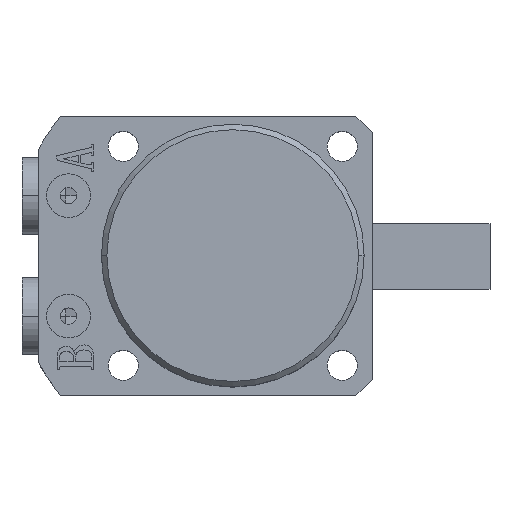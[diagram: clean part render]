
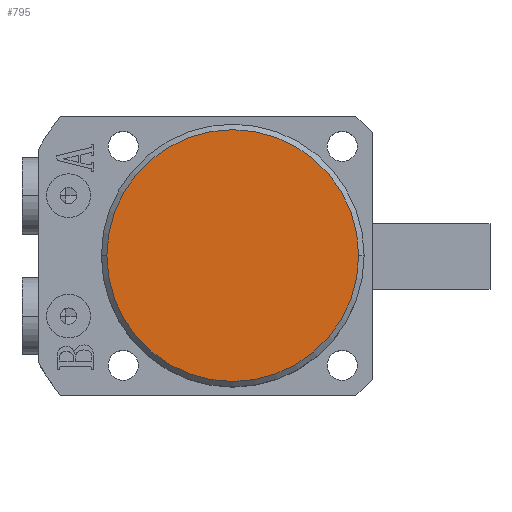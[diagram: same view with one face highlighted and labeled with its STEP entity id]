
A CAD part, top view. The second image highlights one B-rep face of the part: STEP entity #795.
In plain terms, the highlighted planar face has unit normal (0, 0, 1).
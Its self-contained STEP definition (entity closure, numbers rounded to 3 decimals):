
#795 = ADVANCED_FACE ( 'NONE', ( #8136 ), #4152, .T. ) ;
#904 = ORIENTED_EDGE ( 'NONE', *, *, #5019, .T. ) ;
#905 = ORIENTED_EDGE ( 'NONE', *, *, #5192, .T. ) ;
#2252 = CARTESIAN_POINT ( 'NONE',  ( -23., 0., 60. ) ) ;
#2333 = CARTESIAN_POINT ( 'NONE',  ( 23., 0., 60. ) ) ;
#4141 = DIRECTION ( 'NONE',  ( 1., 0., 0. ) ) ;
#4145 = DIRECTION ( 'NONE',  ( 0., 0., 1. ) ) ;
#4152 = PLANE ( 'NONE',  #9157 ) ;
#4180 = CARTESIAN_POINT ( 'NONE',  ( 0., 0., 60. ) ) ;
#4368 = EDGE_LOOP ( 'NONE', ( #904, #905 ) ) ;
#5019 = EDGE_CURVE ( 'NONE', #7818, #7895, #7416, .T. ) ;
#5192 = EDGE_CURVE ( 'NONE', #7895, #7818, #7667, .T. ) ;
#5803 = CARTESIAN_POINT ( 'NONE',  ( 0., 0., 60. ) ) ;
#5804 = DIRECTION ( 'NONE',  ( 0., 0., 1. ) ) ;
#5805 = DIRECTION ( 'NONE',  ( 1., 0., 0. ) ) ;
#6191 = CARTESIAN_POINT ( 'NONE',  ( 0., 0., 60. ) ) ;
#6193 = DIRECTION ( 'NONE',  ( 0., 0., 1. ) ) ;
#6195 = DIRECTION ( 'NONE',  ( 1., 0., 0. ) ) ;
#7416 = CIRCLE ( 'NONE', #9266, 23. ) ;
#7667 = CIRCLE ( 'NONE', #9312, 23. ) ;
#7818 = VERTEX_POINT ( 'NONE', #2252 ) ;
#7895 = VERTEX_POINT ( 'NONE', #2333 ) ;
#8136 = FACE_OUTER_BOUND ( 'NONE', #4368, .T. ) ;
#9157 = AXIS2_PLACEMENT_3D ( 'NONE', #4180, #4145, #4141 ) ;
#9266 = AXIS2_PLACEMENT_3D ( 'NONE', #5803, #5804, #5805 ) ;
#9312 = AXIS2_PLACEMENT_3D ( 'NONE', #6191, #6193, #6195 ) ;
